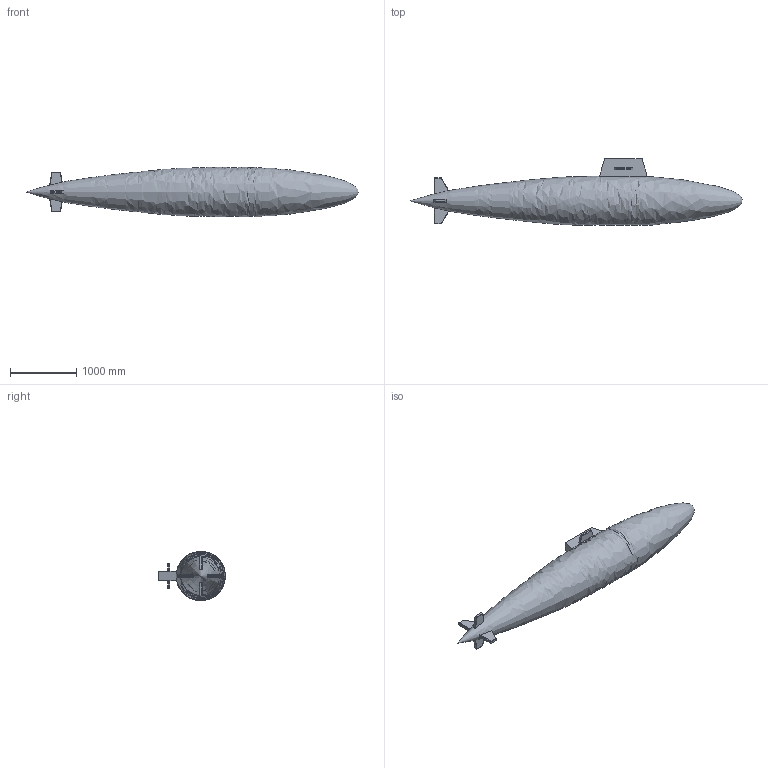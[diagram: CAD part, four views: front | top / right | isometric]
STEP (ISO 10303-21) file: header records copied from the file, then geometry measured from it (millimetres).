
FILE_DESCRIPTION(/* description */ ('','CAx-IF Rec.Pracs.---Representation and Presentation of Product Manufacturing Information (PMI)---4.0---2014-10-13'),/* implementation_level */ '2;1');
FILE_NAME(/* name */ 'Submarine (ideal).stp',/* time_stamp */ '2021-08-06T08:58:16+02:00',/* author */ ('Mikes'),/* organization */ (''),/* preprocessor_version */ 'ST-DEVELOPER v18.1',/* originating_system */ 'Autodesk Inventor 2021',/* authorisation */ '');
FILE_SCHEMA (('AP242_MANAGED_MODEL_BASED_3D_ENGINEERING_MIM_LF { 1 0 10303 442 1 1 4 }'));
Length unit declared in the file: millimetre
Products named in the file (1): Submarine Body
Bounding box: 5001.32 x 1008.22 x 742.44 mm (x, y, z)
Volume: 1364376282 mm3; surface area: 9509744.2 mm2
Topology: 1 solids, 1 shells, 109 faces, 288 edges, 229 vertices
Faces by surface type: cylinder 46, plane 41, sphere 21, bspline 1
Entity records: 3704 total; most frequent: CARTESIAN_POINT 1057, DIRECTION 526, ORIENTED_EDGE 482, EDGE_CURVE 241, AXIS2_PLACEMENT_3D 201, VERTEX_POINT 139, LINE 124, VECTOR 124
